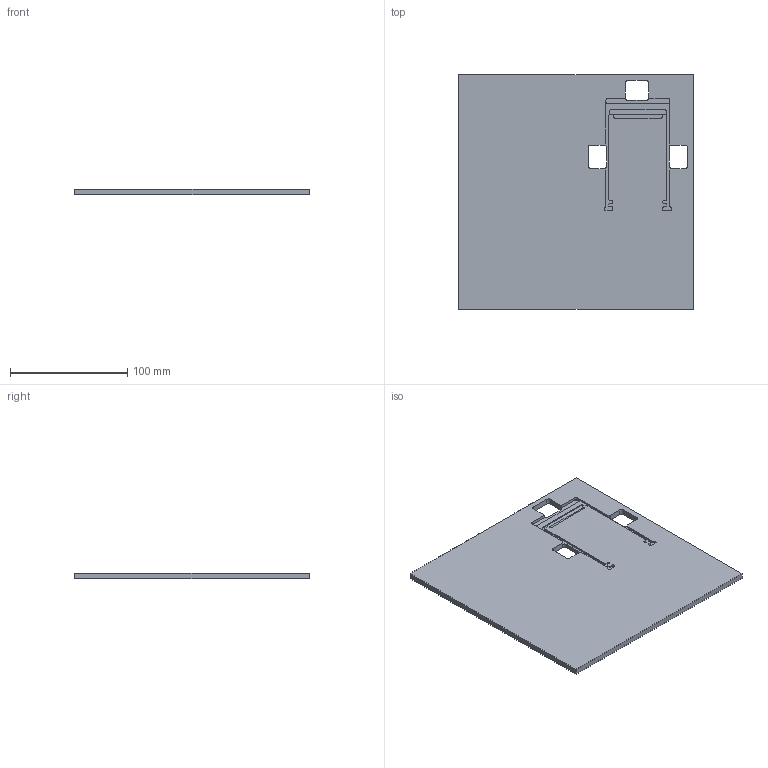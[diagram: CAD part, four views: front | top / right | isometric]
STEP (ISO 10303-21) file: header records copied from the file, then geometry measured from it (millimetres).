
FILE_DESCRIPTION(('STEP AP242'), '1');
FILE_NAME('Ïëèòà äëÿ ðàìêè2', '', ('UNSPECIFIED'), ('UNSPECIFIED'), 'ASCON STEP Converter 1.6', 'ASCON Math Kernel', '');
FILE_SCHEMA(('AP242_MANAGED_MODEL_BASED_3D_ENGINEERING_MIM_LF { 1 0 10303 442 1 1 4 }'));
Length unit declared in the file: millimetre
Bounding box: 200 x 200 x 5 mm (x, y, z)
Volume: 192906.8 mm3; surface area: 83848.2 mm2
Topology: 1 solids, 1 shells, 100 faces, 294 edges, 194 vertices
Faces by surface type: plane 66, cylinder 34
Entity records: 4170 total; most frequent: CARTESIAN_POINT 589, ORIENTED_EDGE 588, DIRECTION 564, EDGE_CURVE 294, LINE 226, VECTOR 226, VERTEX_POINT 194, AXIS2_PLACEMENT_3D 169
